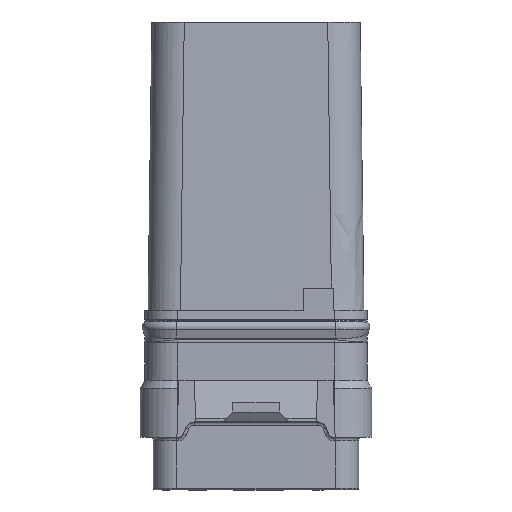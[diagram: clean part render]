
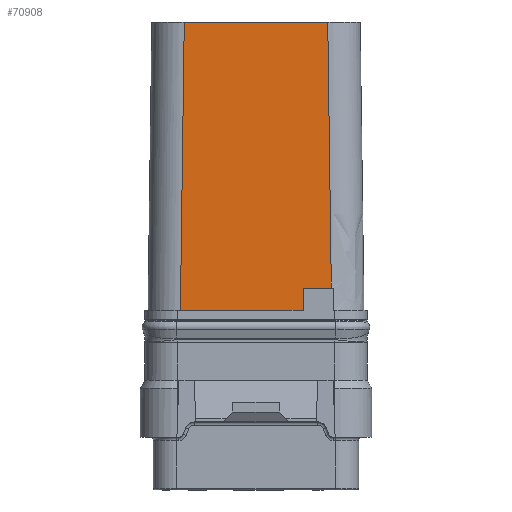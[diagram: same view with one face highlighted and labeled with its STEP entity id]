
A CAD part, front view. The second image highlights one B-rep face of the part: STEP entity #70908.
In plain terms, the highlighted planar face has unit normal (0, -1, 0.013).
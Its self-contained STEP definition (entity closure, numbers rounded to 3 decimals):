
#61=DIRECTION('',(1.,0.,0.));
#62=VECTOR('',#61,7.95);
#63=CARTESIAN_POINT('',(-4.9,-6.,0.));
#64=LINE('',#63,#62);
#65=DIRECTION('',(0.,0.013,1.));
#66=VECTOR('',#65,1.45);
#67=CARTESIAN_POINT('',(3.05,-6.,0.));
#68=LINE('',#67,#66);
#69=DIRECTION('',(0.013,0.013,1.));
#70=VECTOR('',#69,18.683);
#71=CARTESIAN_POINT('',(-4.9,-6.,0.));
#72=LINE('',#71,#70);
#73=DIRECTION('',(-1.,0.,0.));
#74=VECTOR('',#73,1.831);
#75=CARTESIAN_POINT('',(4.881,-5.981,1.45));
#76=LINE('',#75,#74);
#106=DIRECTION('',(-0.013,0.013,1.));
#107=VECTOR('',#106,17.233);
#108=CARTESIAN_POINT('',(4.881,-5.981,1.45));
#109=LINE('',#108,#107);
#7982=DIRECTION('',(1.,0.,0.));
#7983=VECTOR('',#7982,9.3);
#7984=CARTESIAN_POINT('',(-4.65,-5.75,18.68));
#7985=LINE('',#7984,#7983);
#60737=CARTESIAN_POINT('',(-4.65,-5.75,18.68));
#60738=VERTEX_POINT('',#60737);
#60739=CARTESIAN_POINT('',(4.65,-5.75,18.68));
#60740=VERTEX_POINT('',#60739);
#60753=CARTESIAN_POINT('',(-4.9,-6.,0.));
#60754=VERTEX_POINT('',#60753);
#61480=CARTESIAN_POINT('',(3.05,-6.,0.));
#61482=VERTEX_POINT('',#61480);
#61487=CARTESIAN_POINT('',(3.05,-5.981,1.45));
#61488=VERTEX_POINT('',#61487);
#61489=CARTESIAN_POINT('',(4.881,-5.981,1.45));
#61490=VERTEX_POINT('',#61489);
#70891=CARTESIAN_POINT('',(0.,-5.875,9.34));
#70892=DIRECTION('',(0.,-1.,0.013));
#70893=DIRECTION('',(1.,0.,0.));
#70894=AXIS2_PLACEMENT_3D('',#70891,#70892,#70893);
#70895=PLANE('',#70894);
#70896=ORIENTED_EDGE('',*,*,#70882,.F.);
#70897=ORIENTED_EDGE('',*,*,#70871,.F.);
#70899=ORIENTED_EDGE('',*,*,#70898,.T.);
#70901=ORIENTED_EDGE('',*,*,#70900,.T.);
#70903=ORIENTED_EDGE('',*,*,#70902,.F.);
#70905=ORIENTED_EDGE('',*,*,#70904,.T.);
#70906=EDGE_LOOP('',(#70896,#70897,#70899,#70901,#70903,#70905));
#70907=FACE_OUTER_BOUND('',#70906,.F.);
#70908=ADVANCED_FACE('',(#70907),#70895,.T.);
#70871=EDGE_CURVE('',#60754,#61482,#64,.T.);
#70882=EDGE_CURVE('',#61482,#61488,#68,.T.);
#70898=EDGE_CURVE('',#60754,#60738,#72,.T.);
#70900=EDGE_CURVE('',#60738,#60740,#7985,.T.);
#70902=EDGE_CURVE('',#61490,#60740,#109,.T.);
#70904=EDGE_CURVE('',#61490,#61488,#76,.T.);
